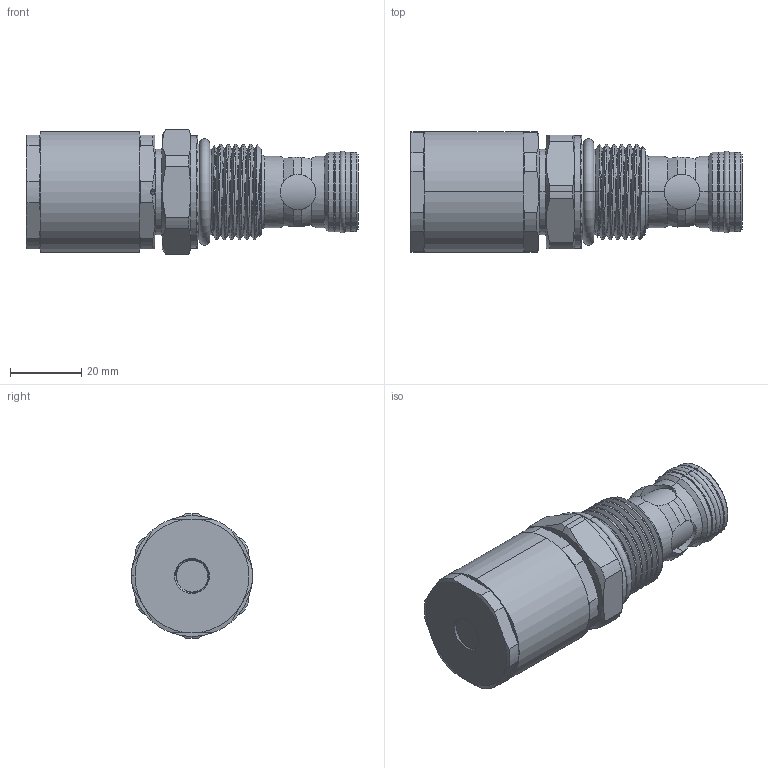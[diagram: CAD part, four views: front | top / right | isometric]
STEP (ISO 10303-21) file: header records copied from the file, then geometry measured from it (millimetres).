
FILE_DESCRIPTION (( 'STEP AP203' ), '1' );
FILE_NAME ('AP12W2204E.STEP', '2024-04-12T07:40:42', ( '' ), ( '' ), 'SwSTEP 2.0', 'SolidWorks 2018', '' );
FILE_SCHEMA (( 'CONFIG_CONTROL_DESIGN' ));
Length unit declared in the file: millimetre
Products named in the file (1): AP12W2204E
Bounding box: 93.3 x 34 x 35.1 mm (x, y, z)
Volume: 60387.5 mm3; surface area: 12729.4 mm2
Topology: 1 solids, 3 shells, 204 faces, 498 edges, 313 vertices
Faces by surface type: cylinder 91, cone 51, plane 36, torus 20, bspline 6
Entity records: 9854 total; most frequent: CARTESIAN_POINT 5206, ORIENTED_EDGE 996, DIRECTION 923, EDGE_CURVE 498, AXIS2_PLACEMENT_3D 401, VERTEX_POINT 313, EDGE_LOOP 221, ADVANCED_FACE 204
